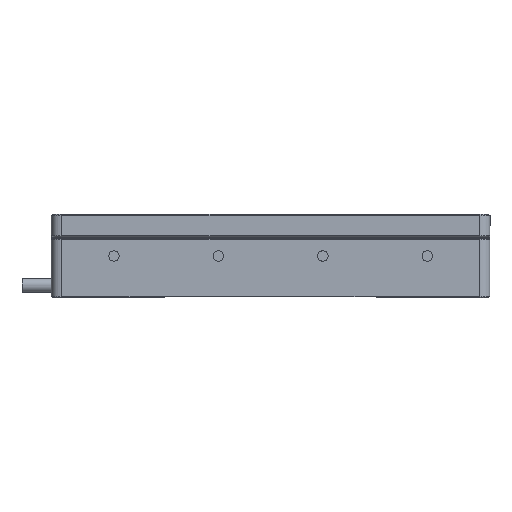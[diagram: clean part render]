
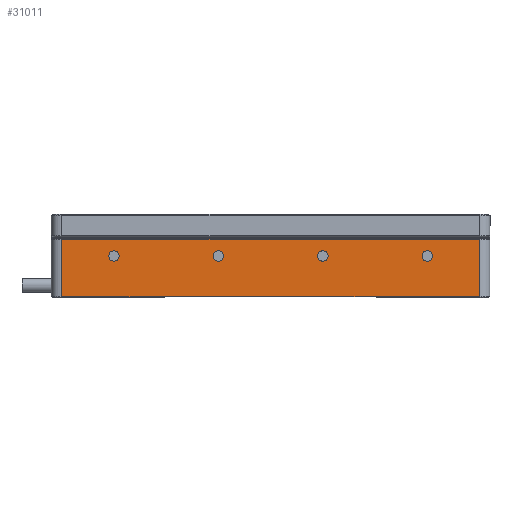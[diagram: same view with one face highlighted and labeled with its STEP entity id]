
A CAD part, left-side view. The second image highlights one B-rep face of the part: STEP entity #31011.
In plain terms, the highlighted planar face has unit normal (-1, 0, 0).
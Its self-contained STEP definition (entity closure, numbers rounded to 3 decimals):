
#583 = CARTESIAN_POINT ( 'NONE',  ( -52.5, 52.5, 146.843 ) ) ;
#709 = AXIS2_PLACEMENT_3D ( 'NONE', #33894, #52403, #63618 ) ;
#738 = VECTOR ( 'NONE', #23760, 1000. ) ;
#768 = CARTESIAN_POINT ( 'NONE',  ( -52.5, 25., 146.843 ) ) ;
#1904 = EDGE_CURVE ( 'NONE', #74695, #24352, #16203, .T. ) ;
#2022 = ORIENTED_EDGE ( 'NONE', *, *, #27134, .F. ) ;
#3994 = EDGE_CURVE ( 'NONE', #52606, #56928, #69222, .T. ) ;
#4126 = DIRECTION ( 'NONE',  ( 0., -1., 0. ) ) ;
#4129 = CIRCLE ( 'NONE', #16426, 1.25 ) ;
#5161 = CARTESIAN_POINT ( 'NONE',  ( -52.5, -11.25, 156.543 ) ) ;
#5165 = DIRECTION ( 'NONE',  ( 0., 0., 1. ) ) ;
#5499 = ORIENTED_EDGE ( 'NONE', *, *, #12641, .F. ) ;
#6525 = AXIS2_PLACEMENT_3D ( 'NONE', #30481, #12728, #36989 ) ;
#8796 = VERTEX_POINT ( 'NONE', #56802 ) ;
#10630 = EDGE_CURVE ( 'NONE', #52081, #52606, #64669, .T. ) ;
#10638 = EDGE_CURVE ( 'NONE', #22397, #53415, #12945, .T. ) ;
#11702 = EDGE_LOOP ( 'NONE', ( #35181, #18239, #33784, #5499, #47506, #56468 ) ) ;
#12641 = EDGE_CURVE ( 'NONE', #46359, #56928, #38462, .T. ) ;
#12728 = DIRECTION ( 'NONE',  ( -1., 0., 0. ) ) ;
#12945 = LINE ( 'NONE', #46870, #738 ) ;
#13292 = VERTEX_POINT ( 'NONE', #52501 ) ;
#14399 = CARTESIAN_POINT ( 'NONE',  ( -52.5, -12.5, 156.543 ) ) ;
#14769 = DIRECTION ( 'NONE',  ( -1., 0., 0. ) ) ;
#16203 = CIRCLE ( 'NONE', #49401, 1.25 ) ;
#16377 = CARTESIAN_POINT ( 'NONE',  ( -52.5, -50., 160.543 ) ) ;
#16426 = AXIS2_PLACEMENT_3D ( 'NONE', #57713, #52296, #70429 ) ;
#16463 = DIRECTION ( 'NONE',  ( 0., -1., 0. ) ) ;
#16807 = CARTESIAN_POINT ( 'NONE',  ( -52.5, 50., 160.543 ) ) ;
#17200 = DIRECTION ( 'NONE',  ( 0., -1., 0. ) ) ;
#17608 = CARTESIAN_POINT ( 'NONE',  ( -52.5, 38.75, 156.543 ) ) ;
#18239 = ORIENTED_EDGE ( 'NONE', *, *, #10630, .T. ) ;
#19275 = CIRCLE ( 'NONE', #40152, 1.25 ) ;
#21705 = CIRCLE ( 'NONE', #30363, 1.25 ) ;
#22397 = VERTEX_POINT ( 'NONE', #55871 ) ;
#22704 = ORIENTED_EDGE ( 'NONE', *, *, #27678, .F. ) ;
#23190 = AXIS2_PLACEMENT_3D ( 'NONE', #14399, #14769, #31371 ) ;
#23283 = EDGE_LOOP ( 'NONE', ( #49589, #31041 ) ) ;
#23755 = DIRECTION ( 'NONE',  ( -1., 0., 0. ) ) ;
#23760 = DIRECTION ( 'NONE',  ( 0., -1., 0. ) ) ;
#23939 = LINE ( 'NONE', #768, #37437 ) ;
#24127 = AXIS2_PLACEMENT_3D ( 'NONE', #56230, #69697, #16463 ) ;
#24352 = VERTEX_POINT ( 'NONE', #62993 ) ;
#24898 = CARTESIAN_POINT ( 'NONE',  ( -52.5, -37.5, 156.543 ) ) ;
#25411 = CARTESIAN_POINT ( 'NONE',  ( -52.5, 12.5, 156.543 ) ) ;
#25908 = VECTOR ( 'NONE', #63879, 1000. ) ;
#26224 = ORIENTED_EDGE ( 'NONE', *, *, #32841, .F. ) ;
#27134 = EDGE_CURVE ( 'NONE', #45205, #13292, #39718, .T. ) ;
#27678 = EDGE_CURVE ( 'NONE', #13292, #45205, #4129, .T. ) ;
#28470 = EDGE_CURVE ( 'NONE', #52081, #53415, #23939, .T. ) ;
#28496 = FACE_BOUND ( 'NONE', #23283, .T. ) ;
#28822 = VECTOR ( 'NONE', #4126, 1000. ) ;
#28889 = PLANE ( 'NONE',  #709 ) ;
#30314 = DIRECTION ( 'NONE',  ( 0., -1., 0. ) ) ;
#30363 = AXIS2_PLACEMENT_3D ( 'NONE', #62772, #51161, #49649 ) ;
#30481 = CARTESIAN_POINT ( 'NONE',  ( -52.5, 37.5, 156.543 ) ) ;
#31011 = ADVANCED_FACE ( 'NONE', ( #51628, #40025, #40788, #28496, #63999 ), #28889, .F. ) ;
#31041 = ORIENTED_EDGE ( 'NONE', *, *, #1904, .F. ) ;
#31262 = EDGE_CURVE ( 'NONE', #24352, #74695, #21705, .T. ) ;
#31371 = DIRECTION ( 'NONE',  ( 0., -1., 0. ) ) ;
#32841 = EDGE_CURVE ( 'NONE', #68246, #8796, #41310, .T. ) ;
#32849 = VERTEX_POINT ( 'NONE', #50419 ) ;
#33784 = ORIENTED_EDGE ( 'NONE', *, *, #3994, .T. ) ;
#33894 = CARTESIAN_POINT ( 'NONE',  ( -52.5, 52.5, 160.543 ) ) ;
#33937 = EDGE_CURVE ( 'NONE', #8796, #68246, #19275, .T. ) ;
#35181 = ORIENTED_EDGE ( 'NONE', *, *, #28470, .F. ) ;
#35528 = CARTESIAN_POINT ( 'NONE',  ( -52.5, -25., 146.843 ) ) ;
#36989 = DIRECTION ( 'NONE',  ( 0., -1., 0. ) ) ;
#37437 = VECTOR ( 'NONE', #47433, 1000. ) ;
#38462 = LINE ( 'NONE', #44623, #28822 ) ;
#39718 = CIRCLE ( 'NONE', #6525, 1.25 ) ;
#40025 = FACE_BOUND ( 'NONE', #42572, .T. ) ;
#40152 = AXIS2_PLACEMENT_3D ( 'NONE', #25411, #41580, #65175 ) ;
#40657 = DIRECTION ( 'NONE',  ( -1., 0., 0. ) ) ;
#40788 = FACE_BOUND ( 'NONE', #53148, .T. ) ;
#41310 = CIRCLE ( 'NONE', #24127, 1.25 ) ;
#41580 = DIRECTION ( 'NONE',  ( -1., 0., 0. ) ) ;
#42249 = AXIS2_PLACEMENT_3D ( 'NONE', #58446, #40657, #64249 ) ;
#42572 = EDGE_LOOP ( 'NONE', ( #73918, #26224 ) ) ;
#44136 = CIRCLE ( 'NONE', #23190, 1.25 ) ;
#44623 = CARTESIAN_POINT ( 'NONE',  ( -52.5, 52.5, 160.543 ) ) ;
#45205 = VERTEX_POINT ( 'NONE', #17608 ) ;
#46359 = VERTEX_POINT ( 'NONE', #68868 ) ;
#46748 = CARTESIAN_POINT ( 'NONE',  ( -52.5, -50., 160.543 ) ) ;
#46870 = CARTESIAN_POINT ( 'NONE',  ( -52.5, 52.5, 146.843 ) ) ;
#47433 = DIRECTION ( 'NONE',  ( 0., 1., 0. ) ) ;
#47506 = ORIENTED_EDGE ( 'NONE', *, *, #62794, .T. ) ;
#47540 = CARTESIAN_POINT ( 'NONE',  ( -52.5, -50., 146.843 ) ) ;
#49401 = AXIS2_PLACEMENT_3D ( 'NONE', #24898, #23755, #17200 ) ;
#49589 = ORIENTED_EDGE ( 'NONE', *, *, #31262, .F. ) ;
#49649 = DIRECTION ( 'NONE',  ( 0., -1., 0. ) ) ;
#50419 = CARTESIAN_POINT ( 'NONE',  ( -52.5, -13.75, 156.543 ) ) ;
#50735 = CARTESIAN_POINT ( 'NONE',  ( -52.5, 13.75, 156.543 ) ) ;
#51161 = DIRECTION ( 'NONE',  ( -1., 0., 0. ) ) ;
#51628 = FACE_OUTER_BOUND ( 'NONE', #11702, .T. ) ;
#51954 = EDGE_CURVE ( 'NONE', #76121, #32849, #44136, .T. ) ;
#52081 = VERTEX_POINT ( 'NONE', #35528 ) ;
#52296 = DIRECTION ( 'NONE',  ( -1., 0., 0. ) ) ;
#52403 = DIRECTION ( 'NONE',  ( 1., 0., 0. ) ) ;
#52501 = CARTESIAN_POINT ( 'NONE',  ( -52.5, 36.25, 156.543 ) ) ;
#52563 = EDGE_LOOP ( 'NONE', ( #22704, #2022 ) ) ;
#52606 = VERTEX_POINT ( 'NONE', #47540 ) ;
#53148 = EDGE_LOOP ( 'NONE', ( #73194, #74422 ) ) ;
#53415 = VERTEX_POINT ( 'NONE', #72873 ) ;
#55871 = CARTESIAN_POINT ( 'NONE',  ( -52.5, 50., 146.843 ) ) ;
#56230 = CARTESIAN_POINT ( 'NONE',  ( -52.5, 12.5, 156.543 ) ) ;
#56468 = ORIENTED_EDGE ( 'NONE', *, *, #10638, .T. ) ;
#56802 = CARTESIAN_POINT ( 'NONE',  ( -52.5, 11.25, 156.543 ) ) ;
#56928 = VERTEX_POINT ( 'NONE', #46748 ) ;
#57713 = CARTESIAN_POINT ( 'NONE',  ( -52.5, 37.5, 156.543 ) ) ;
#58446 = CARTESIAN_POINT ( 'NONE',  ( -52.5, -12.5, 156.543 ) ) ;
#59532 = CIRCLE ( 'NONE', #42249, 1.25 ) ;
#60634 = LINE ( 'NONE', #16807, #25908 ) ;
#60954 = VECTOR ( 'NONE', #5165, 1000. ) ;
#62772 = CARTESIAN_POINT ( 'NONE',  ( -52.5, -37.5, 156.543 ) ) ;
#62794 = EDGE_CURVE ( 'NONE', #46359, #22397, #60634, .T. ) ;
#62993 = CARTESIAN_POINT ( 'NONE',  ( -52.5, -38.75, 156.543 ) ) ;
#63143 = CARTESIAN_POINT ( 'NONE',  ( -52.5, -36.25, 156.543 ) ) ;
#63618 = DIRECTION ( 'NONE',  ( 0., 1., 0. ) ) ;
#63879 = DIRECTION ( 'NONE',  ( 0., 0., -1. ) ) ;
#63999 = FACE_BOUND ( 'NONE', #52563, .T. ) ;
#64249 = DIRECTION ( 'NONE',  ( 0., -1., 0. ) ) ;
#64669 = LINE ( 'NONE', #583, #68498 ) ;
#65175 = DIRECTION ( 'NONE',  ( 0., -1., 0. ) ) ;
#68246 = VERTEX_POINT ( 'NONE', #50735 ) ;
#68498 = VECTOR ( 'NONE', #30314, 1000. ) ;
#68868 = CARTESIAN_POINT ( 'NONE',  ( -52.5, 50., 160.543 ) ) ;
#69222 = LINE ( 'NONE', #16377, #60954 ) ;
#69548 = EDGE_CURVE ( 'NONE', #32849, #76121, #59532, .T. ) ;
#69697 = DIRECTION ( 'NONE',  ( -1., 0., 0. ) ) ;
#70429 = DIRECTION ( 'NONE',  ( 0., -1., 0. ) ) ;
#72873 = CARTESIAN_POINT ( 'NONE',  ( -52.5, 25., 146.843 ) ) ;
#73194 = ORIENTED_EDGE ( 'NONE', *, *, #69548, .F. ) ;
#73918 = ORIENTED_EDGE ( 'NONE', *, *, #33937, .F. ) ;
#74422 = ORIENTED_EDGE ( 'NONE', *, *, #51954, .F. ) ;
#74695 = VERTEX_POINT ( 'NONE', #63143 ) ;
#76121 = VERTEX_POINT ( 'NONE', #5161 ) ;
